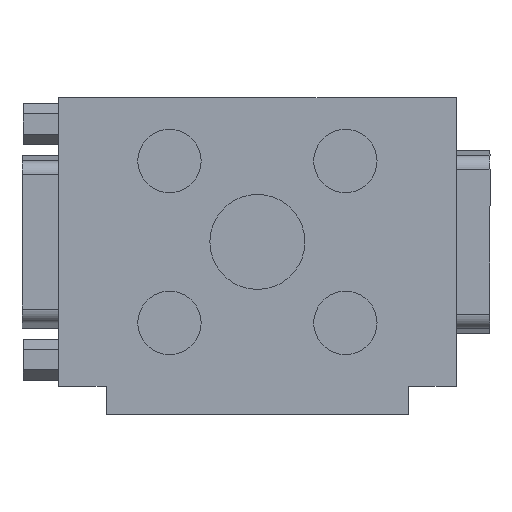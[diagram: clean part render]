
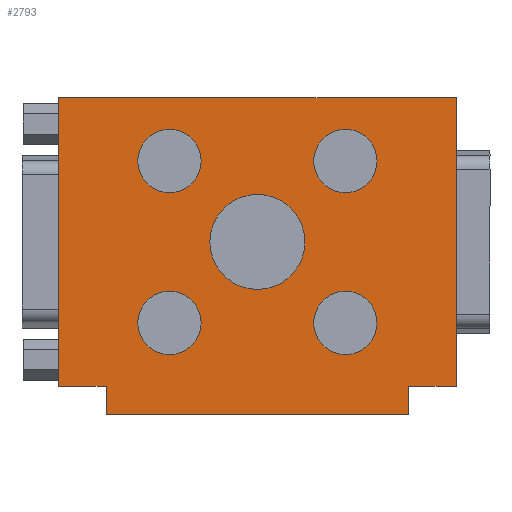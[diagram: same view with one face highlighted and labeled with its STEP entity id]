
A CAD part, front view. The second image highlights one B-rep face of the part: STEP entity #2793.
In plain terms, the highlighted planar face has unit normal (0, -1, 0).
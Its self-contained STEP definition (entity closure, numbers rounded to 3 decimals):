
#84=CARTESIAN_POINT('',(20.25,-7.5,-11.5));
#85=VERTEX_POINT('',#84);
#86=CARTESIAN_POINT('',(15.75,-7.5,-11.5));
#87=DIRECTION('',(0.0,1.0,0.0));
#88=DIRECTION('',(-1.0,0.0,0.0));
#89=AXIS2_PLACEMENT_3D('',#86,#87,#88);
#90=CIRCLE('',#89,4.5);
#91=EDGE_CURVE('',#85,#85,#90,.T.);
#121=CARTESIAN_POINT('',(45.25,-7.5,-11.5));
#122=VERTEX_POINT('',#121);
#123=CARTESIAN_POINT('',(40.75,-7.5,-11.5));
#124=DIRECTION('',(0.0,1.0,0.0));
#125=DIRECTION('',(-1.0,0.0,0.0));
#126=AXIS2_PLACEMENT_3D('',#123,#124,#125);
#127=CIRCLE('',#126,4.5);
#128=EDGE_CURVE('',#122,#122,#127,.T.);
#158=CARTESIAN_POINT('',(45.25,-7.5,11.5));
#159=VERTEX_POINT('',#158);
#160=CARTESIAN_POINT('',(40.75,-7.5,11.5));
#161=DIRECTION('',(0.0,1.0,0.0));
#162=DIRECTION('',(-1.0,0.0,0.0));
#163=AXIS2_PLACEMENT_3D('',#160,#161,#162);
#164=CIRCLE('',#163,4.5);
#165=EDGE_CURVE('',#159,#159,#164,.T.);
#195=CARTESIAN_POINT('',(20.25,-7.5,11.5));
#196=VERTEX_POINT('',#195);
#197=CARTESIAN_POINT('',(15.75,-7.5,11.5));
#198=DIRECTION('',(0.0,1.0,0.0));
#199=DIRECTION('',(-1.0,0.0,0.0));
#200=AXIS2_PLACEMENT_3D('',#197,#198,#199);
#201=CIRCLE('',#200,4.5);
#202=EDGE_CURVE('',#196,#196,#201,.T.);
#232=CARTESIAN_POINT('',(35.0,-7.5,0.));
#233=VERTEX_POINT('',#232);
#234=CARTESIAN_POINT('',(28.25,-7.5,0.0));
#235=DIRECTION('',(0.0,1.0,0.0));
#236=DIRECTION('',(-1.0,0.0,0.0));
#237=AXIS2_PLACEMENT_3D('',#234,#235,#236);
#238=CIRCLE('',#237,6.75);
#239=EDGE_CURVE('',#233,#233,#238,.T.);
#1405=CARTESIAN_POINT('',(0.,-7.5,-20.5));
#1406=VERTEX_POINT('',#1405);
#1413=CARTESIAN_POINT('',(0.,-7.5,20.5));
#1414=VERTEX_POINT('',#1413);
#1415=CARTESIAN_POINT('',(0.,-7.5,-20.5));
#1416=DIRECTION('',(0.0,0.0,1.0));
#1417=VECTOR('',#1416,41.);
#1418=LINE('',#1415,#1417);
#1419=EDGE_CURVE('',#1406,#1414,#1418,.T.);
#2690=CARTESIAN_POINT('',(56.5,-7.5,20.5));
#2691=VERTEX_POINT('',#2690);
#2698=CARTESIAN_POINT('',(56.5,-7.5,-20.5));
#2699=VERTEX_POINT('',#2698);
#2700=CARTESIAN_POINT('',(56.5,-7.5,20.5));
#2701=DIRECTION('',(0.0,0.0,-1.0));
#2702=VECTOR('',#2701,41.);
#2703=LINE('',#2700,#2702);
#2704=EDGE_CURVE('',#2691,#2699,#2703,.T.);
#2725=CARTESIAN_POINT('',(28.25,-7.5,-1.734));
#2726=DIRECTION('',(0.0,1.0,0.0));
#2727=DIRECTION('',(0.0,0.0,1.0));
#2728=AXIS2_PLACEMENT_3D('',#2725,#2726,#2727);
#2729=PLANE('',#2728);
#2730=ORIENTED_EDGE('',*,*,#2704,.F.);
#2731=CARTESIAN_POINT('',(0.,-7.5,20.5));
#2732=DIRECTION('',(1.0,0.0,0.0));
#2733=VECTOR('',#2732,56.5);
#2734=LINE('',#2731,#2733);
#2735=EDGE_CURVE('',#1414,#2691,#2734,.T.);
#2736=ORIENTED_EDGE('',*,*,#2735,.F.);
#2737=ORIENTED_EDGE('',*,*,#1419,.F.);
#2738=CARTESIAN_POINT('',(6.75,-7.5,-20.5));
#2739=VERTEX_POINT('',#2738);
#2740=CARTESIAN_POINT('',(6.75,-7.5,-20.5));
#2741=DIRECTION('',(-1.0,0.0,0.0));
#2742=VECTOR('',#2741,6.75);
#2743=LINE('',#2740,#2742);
#2744=EDGE_CURVE('',#2739,#1406,#2743,.T.);
#2745=ORIENTED_EDGE('',*,*,#2744,.F.);
#2746=CARTESIAN_POINT('',(6.75,-7.5,-24.5));
#2747=VERTEX_POINT('',#2746);
#2748=CARTESIAN_POINT('',(6.75,-7.5,-24.5));
#2749=DIRECTION('',(0.0,0.0,1.0));
#2750=VECTOR('',#2749,4.);
#2751=LINE('',#2748,#2750);
#2752=EDGE_CURVE('',#2747,#2739,#2751,.T.);
#2753=ORIENTED_EDGE('',*,*,#2752,.F.);
#2754=CARTESIAN_POINT('',(49.75,-7.5,-24.5));
#2755=VERTEX_POINT('',#2754);
#2756=CARTESIAN_POINT('',(49.75,-7.5,-24.5));
#2757=DIRECTION('',(-1.0,0.0,0.0));
#2758=VECTOR('',#2757,43.);
#2759=LINE('',#2756,#2758);
#2760=EDGE_CURVE('',#2755,#2747,#2759,.T.);
#2761=ORIENTED_EDGE('',*,*,#2760,.F.);
#2762=CARTESIAN_POINT('',(49.75,-7.5,-20.5));
#2763=VERTEX_POINT('',#2762);
#2764=CARTESIAN_POINT('',(49.75,-7.5,-20.5));
#2765=DIRECTION('',(0.0,0.0,-1.0));
#2766=VECTOR('',#2765,4.);
#2767=LINE('',#2764,#2766);
#2768=EDGE_CURVE('',#2763,#2755,#2767,.T.);
#2769=ORIENTED_EDGE('',*,*,#2768,.F.);
#2770=CARTESIAN_POINT('',(56.5,-7.5,-20.5));
#2771=DIRECTION('',(-1.0,0.0,0.0));
#2772=VECTOR('',#2771,6.75);
#2773=LINE('',#2770,#2772);
#2774=EDGE_CURVE('',#2699,#2763,#2773,.T.);
#2775=ORIENTED_EDGE('',*,*,#2774,.F.);
#2776=EDGE_LOOP('',(#2730,#2736,#2737,#2745,#2753,#2761,#2769,#2775));
#2777=FACE_OUTER_BOUND('',#2776,.T.);
#2778=ORIENTED_EDGE('',*,*,#91,.T.);
#2779=EDGE_LOOP('',(#2778));
#2780=FACE_BOUND('',#2779,.T.);
#2781=ORIENTED_EDGE('',*,*,#128,.T.);
#2782=EDGE_LOOP('',(#2781));
#2783=FACE_BOUND('',#2782,.T.);
#2784=ORIENTED_EDGE('',*,*,#165,.T.);
#2785=EDGE_LOOP('',(#2784));
#2786=FACE_BOUND('',#2785,.T.);
#2787=ORIENTED_EDGE('',*,*,#202,.T.);
#2788=EDGE_LOOP('',(#2787));
#2789=FACE_BOUND('',#2788,.T.);
#2790=ORIENTED_EDGE('',*,*,#239,.T.);
#2791=EDGE_LOOP('',(#2790));
#2792=FACE_BOUND('',#2791,.T.);
#2793=ADVANCED_FACE('',(#2777,#2780,#2783,#2786,#2789,#2792),#2729,.F.);
